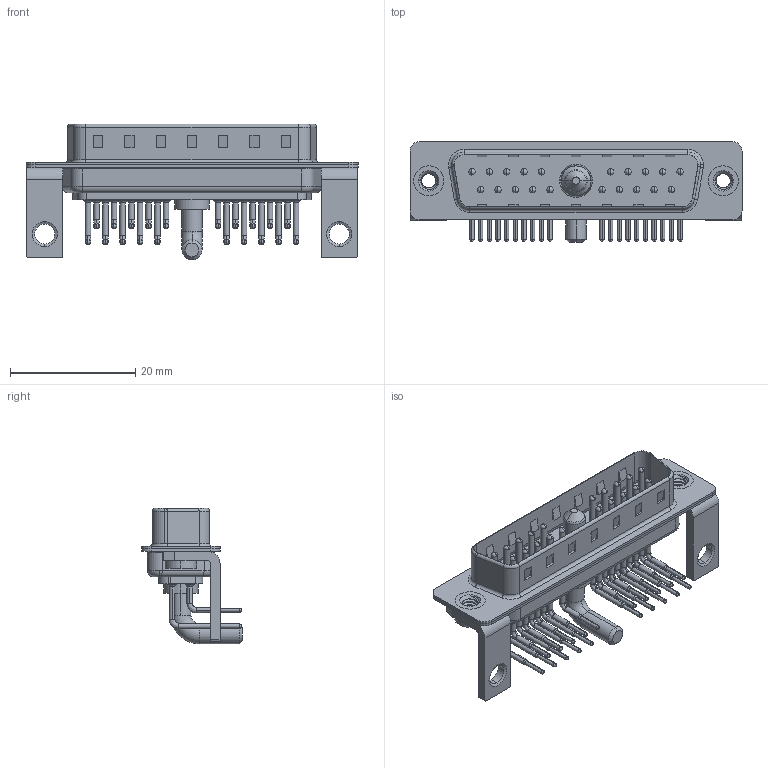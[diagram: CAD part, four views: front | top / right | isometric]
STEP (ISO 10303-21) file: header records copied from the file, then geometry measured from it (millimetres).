
FILE_DESCRIPTION (( 'STEP AP203' ), '1' );
FILE_NAME ('629-21W1240-3TC.STEP', '2022-05-10T20:46:59', ( '' ), ( '' ), 'SwSTEP 2.0', 'SolidWorks 2020', '' );
FILE_SCHEMA (( 'CONFIG_CONTROL_DESIGN' ));
Length unit declared in the file: millimetre
Products named in the file (9): 629-21W1240-3TC; 629Combo Threaded Rivet_2; 629Combo Contact Row 2; 629Combo Housing_21W1; Power Pin_30A RA; 629Combo Shell Rear_25 Contacts; 629Combo Shell Front_25 Contacts; 629Combo Stabilizer Bracket; 629Combo Contact Row 1
Assembly tree (28 placements, depth 2):
  629-21W1240-3TC
    629Combo Housing_21W1
    629Combo Shell Rear_25 Contacts
    629Combo Shell Front_25 Contacts
    629Combo Threaded Rivet_2  x2
    629Combo Stabilizer Bracket  x2
    Power Pin_30A RA
    629Combo Contact Row 1  x10
    629Combo Contact Row 2  x10
Bounding box: 53.05 x 16.05 x 21.7 mm (x, y, z)
Volume: 3357.7 mm3; surface area: 8256.1 mm2
Topology: 29 solids, 29 shells, 2667 faces, 7397 edges, 4802 vertices
Faces by surface type: plane 1481, cylinder 902, bspline 127, cone 103, torus 54
Entity records: 26769 total; most frequent: CARTESIAN_POINT 5801, DIRECTION 4255, ORIENTED_EDGE 3936, EDGE_CURVE 1968, AXIS2_PLACEMENT_3D 1549, VERTEX_POINT 1270, LINE 1157, VECTOR 1157
